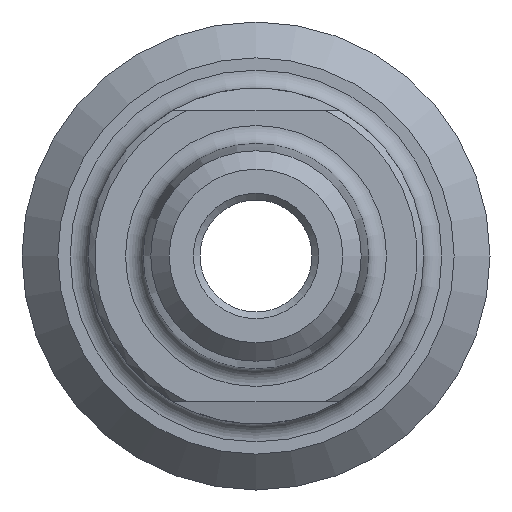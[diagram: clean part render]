
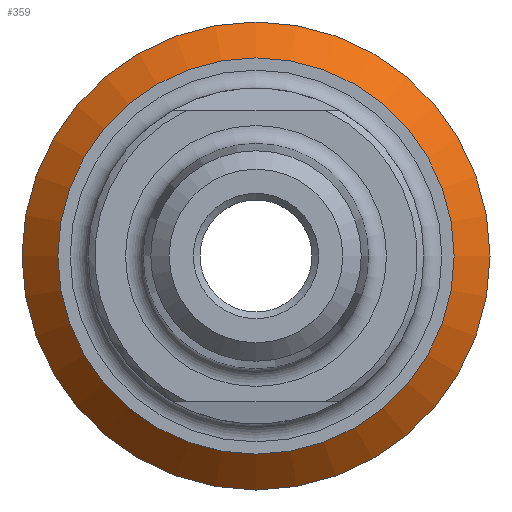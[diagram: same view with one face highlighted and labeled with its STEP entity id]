
A CAD part, left-side view. The second image highlights one B-rep face of the part: STEP entity #359.
In plain terms, the highlighted conical face has half-angle 45 degrees and reference radius 9.65 mm.
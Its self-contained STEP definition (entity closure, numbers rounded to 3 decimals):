
#27=CONICAL_SURFACE('',#426,9.65,0.785);
#52=CIRCLE('',#424,8.85);
#53=CIRCLE('',#427,10.45);
#54=CIRCLE('',#428,10.45);
#82=FACE_OUTER_BOUND('',#107,.T.);
#107=EDGE_LOOP('',(#317,#318,#319,#320,#321));
#124=LINE('',#660,#141);
#141=VECTOR('',#543,9.65);
#175=VERTEX_POINT('',#651);
#176=VERTEX_POINT('',#656);
#177=VERTEX_POINT('',#657);
#222=EDGE_CURVE('',#175,#175,#52,.T.);
#224=EDGE_CURVE('',#176,#177,#53,.T.);
#225=EDGE_CURVE('',#177,#176,#54,.T.);
#226=EDGE_CURVE('',#176,#175,#124,.T.);
#317=ORIENTED_EDGE('',*,*,#224,.T.);
#318=ORIENTED_EDGE('',*,*,#225,.T.);
#319=ORIENTED_EDGE('',*,*,#226,.T.);
#320=ORIENTED_EDGE('',*,*,#222,.T.);
#321=ORIENTED_EDGE('',*,*,#226,.F.);
#359=ADVANCED_FACE('',(#82),#27,.T.);
#424=AXIS2_PLACEMENT_3D('',#652,#532,#533);
#426=AXIS2_PLACEMENT_3D('',#655,#537,#538);
#427=AXIS2_PLACEMENT_3D('',#658,#539,#540);
#428=AXIS2_PLACEMENT_3D('',#659,#541,#542);
#532=DIRECTION('center_axis',(1.,0.,0.));
#533=DIRECTION('ref_axis',(0.,-1.,0.));
#537=DIRECTION('center_axis',(1.,0.,0.));
#538=DIRECTION('ref_axis',(0.,-1.,0.));
#539=DIRECTION('center_axis',(-1.,0.,0.));
#540=DIRECTION('ref_axis',(0.,-1.,0.));
#541=DIRECTION('center_axis',(-1.,0.,0.));
#542=DIRECTION('ref_axis',(0.,-1.,0.));
#543=DIRECTION('',(-0.707,-0.707,0.));
#651=CARTESIAN_POINT('',(-9.5,8.85,0.));
#652=CARTESIAN_POINT('Origin',(-9.5,0.,0.));
#655=CARTESIAN_POINT('Origin',(-8.7,0.,0.));
#656=CARTESIAN_POINT('',(-7.9,10.45,0.));
#657=CARTESIAN_POINT('',(-7.9,-10.45,0.));
#658=CARTESIAN_POINT('Origin',(-7.9,0.,0.));
#659=CARTESIAN_POINT('Origin',(-7.9,0.,0.));
#660=CARTESIAN_POINT('',(-8.7,9.65,0.));
